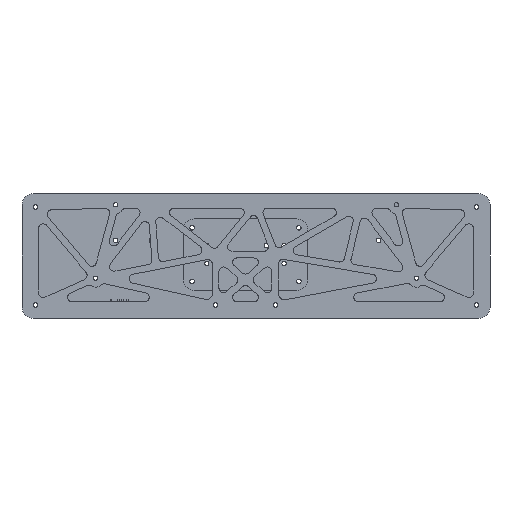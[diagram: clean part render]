
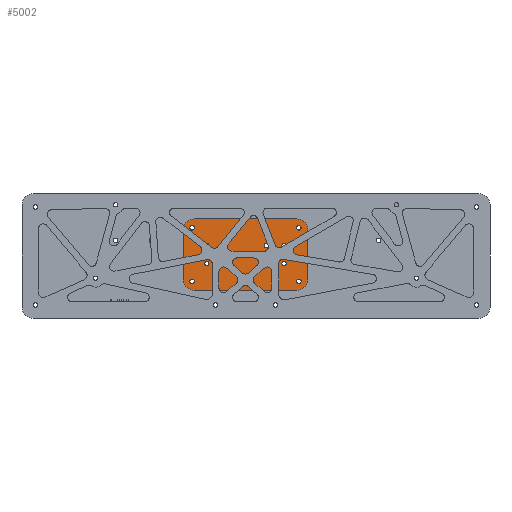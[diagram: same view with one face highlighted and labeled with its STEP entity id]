
A CAD part, front view. The second image highlights one B-rep face of the part: STEP entity #5002.
In plain terms, the highlighted planar face has unit normal (0, -1, 0).
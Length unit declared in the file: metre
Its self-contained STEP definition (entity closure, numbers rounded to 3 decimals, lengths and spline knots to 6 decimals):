
#349=CIRCLE('',#6901,0.002);
#351=CIRCLE('',#6904,0.002);
#353=CIRCLE('',#6907,0.002);
#355=CIRCLE('',#6910,0.002);
#357=CIRCLE('',#6913,0.004);
#359=CIRCLE('',#6916,0.004);
#361=CIRCLE('',#6919,0.002);
#363=CIRCLE('',#6922,0.002);
#365=CIRCLE('',#6925,0.002);
#367=CIRCLE('',#6928,0.002);
#369=CIRCLE('',#6931,0.002);
#371=CIRCLE('',#6934,0.002);
#373=CIRCLE('',#6937,0.002);
#375=CIRCLE('',#6940,0.002);
#377=CIRCLE('',#6944,0.01);
#378=CIRCLE('',#6945,0.01);
#379=CIRCLE('',#6946,0.01);
#380=CIRCLE('',#6947,0.01);
#1441=ORIENTED_EDGE('',*,*,#2269,.F.);
#1442=ORIENTED_EDGE('',*,*,#2267,.F.);
#1443=ORIENTED_EDGE('',*,*,#2265,.F.);
#1444=ORIENTED_EDGE('',*,*,#2263,.F.);
#1445=ORIENTED_EDGE('',*,*,#2261,.F.);
#1446=ORIENTED_EDGE('',*,*,#2259,.F.);
#1447=ORIENTED_EDGE('',*,*,#2257,.F.);
#1448=ORIENTED_EDGE('',*,*,#2255,.F.);
#1449=ORIENTED_EDGE('',*,*,#2253,.F.);
#1450=ORIENTED_EDGE('',*,*,#2251,.F.);
#1451=ORIENTED_EDGE('',*,*,#2249,.F.);
#1452=ORIENTED_EDGE('',*,*,#2247,.F.);
#1453=ORIENTED_EDGE('',*,*,#2245,.F.);
#1454=ORIENTED_EDGE('',*,*,#2243,.F.);
#1455=ORIENTED_EDGE('',*,*,#2237,.T.);
#1456=ORIENTED_EDGE('',*,*,#2275,.T.);
#1457=ORIENTED_EDGE('',*,*,#2239,.T.);
#1458=ORIENTED_EDGE('',*,*,#2276,.T.);
#1459=ORIENTED_EDGE('',*,*,#2271,.F.);
#1460=ORIENTED_EDGE('',*,*,#2277,.T.);
#1461=ORIENTED_EDGE('',*,*,#2231,.F.);
#1462=ORIENTED_EDGE('',*,*,#2278,.T.);
#2231=EDGE_CURVE('',#2735,#2736,#3163,.T.);
#2237=EDGE_CURVE('',#2742,#2741,#3169,.T.);
#2239=EDGE_CURVE('',#2743,#2744,#3171,.T.);
#2243=EDGE_CURVE('',#2747,#2747,#349,.T.);
#2245=EDGE_CURVE('',#2749,#2749,#351,.T.);
#2247=EDGE_CURVE('',#2751,#2751,#353,.T.);
#2249=EDGE_CURVE('',#2753,#2753,#355,.T.);
#2251=EDGE_CURVE('',#2755,#2755,#357,.T.);
#2253=EDGE_CURVE('',#2757,#2757,#359,.T.);
#2255=EDGE_CURVE('',#2759,#2759,#361,.T.);
#2257=EDGE_CURVE('',#2761,#2761,#363,.T.);
#2259=EDGE_CURVE('',#2763,#2763,#365,.T.);
#2261=EDGE_CURVE('',#2765,#2765,#367,.T.);
#2263=EDGE_CURVE('',#2767,#2767,#369,.T.);
#2265=EDGE_CURVE('',#2769,#2769,#371,.T.);
#2267=EDGE_CURVE('',#2771,#2771,#373,.T.);
#2269=EDGE_CURVE('',#2773,#2773,#375,.T.);
#2271=EDGE_CURVE('',#2775,#2776,#3175,.T.);
#2275=EDGE_CURVE('',#2741,#2743,#377,.T.);
#2276=EDGE_CURVE('',#2744,#2776,#378,.T.);
#2277=EDGE_CURVE('',#2775,#2736,#379,.T.);
#2278=EDGE_CURVE('',#2735,#2742,#380,.T.);
#2735=VERTEX_POINT('',#9464);
#2736=VERTEX_POINT('',#9465);
#2741=VERTEX_POINT('',#9476);
#2742=VERTEX_POINT('',#9478);
#2743=VERTEX_POINT('',#9482);
#2744=VERTEX_POINT('',#9483);
#2747=VERTEX_POINT('',#9491);
#2749=VERTEX_POINT('',#9496);
#2751=VERTEX_POINT('',#9501);
#2753=VERTEX_POINT('',#9506);
#2755=VERTEX_POINT('',#9511);
#2757=VERTEX_POINT('',#9516);
#2759=VERTEX_POINT('',#9521);
#2761=VERTEX_POINT('',#9526);
#2763=VERTEX_POINT('',#9531);
#2765=VERTEX_POINT('',#9536);
#2767=VERTEX_POINT('',#9541);
#2769=VERTEX_POINT('',#9546);
#2771=VERTEX_POINT('',#9551);
#2773=VERTEX_POINT('',#9556);
#2775=VERTEX_POINT('',#9561);
#2776=VERTEX_POINT('',#9562);
#3163=LINE('',#9463,#3543);
#3169=LINE('',#9477,#3549);
#3171=LINE('',#9481,#3551);
#3175=LINE('',#9560,#3555);
#3543=VECTOR('',#8072,1.);
#3549=VECTOR('',#8080,1.);
#3551=VECTOR('',#8084,1.);
#3555=VECTOR('',#8174,1.);
#3905=EDGE_LOOP('',(#1441));
#3906=EDGE_LOOP('',(#1442));
#3907=EDGE_LOOP('',(#1443));
#3908=EDGE_LOOP('',(#1444));
#3909=EDGE_LOOP('',(#1445));
#3910=EDGE_LOOP('',(#1446));
#3911=EDGE_LOOP('',(#1447));
#3912=EDGE_LOOP('',(#1448));
#3913=EDGE_LOOP('',(#1449));
#3914=EDGE_LOOP('',(#1450));
#3915=EDGE_LOOP('',(#1451));
#3916=EDGE_LOOP('',(#1452));
#3917=EDGE_LOOP('',(#1453));
#3918=EDGE_LOOP('',(#1454));
#3919=EDGE_LOOP('',(#1455,#1456,#1457,#1458,#1459,#1460,#1461,#1462));
#4323=FACE_BOUND('',#3905,.T.);
#4324=FACE_BOUND('',#3906,.T.);
#4325=FACE_BOUND('',#3907,.T.);
#4326=FACE_BOUND('',#3908,.T.);
#4327=FACE_BOUND('',#3909,.T.);
#4328=FACE_BOUND('',#3910,.T.);
#4329=FACE_BOUND('',#3911,.T.);
#4330=FACE_BOUND('',#3912,.T.);
#4331=FACE_BOUND('',#3913,.T.);
#4332=FACE_BOUND('',#3914,.T.);
#4333=FACE_BOUND('',#3915,.T.);
#4334=FACE_BOUND('',#3916,.T.);
#4335=FACE_BOUND('',#3917,.T.);
#4336=FACE_BOUND('',#3918,.T.);
#4337=FACE_BOUND('',#3919,.T.);
#4544=PLANE('',#6943);
#5002=ADVANCED_FACE('',(#4323,#4324,#4325,#4326,#4327,#4328,#4329,#4330,
#4331,#4332,#4333,#4334,#4335,#4336,#4337),#4544,.T.);
#6901=AXIS2_PLACEMENT_3D('',#9490,#8090,#8091);
#6904=AXIS2_PLACEMENT_3D('',#9495,#8096,#8097);
#6907=AXIS2_PLACEMENT_3D('',#9500,#8102,#8103);
#6910=AXIS2_PLACEMENT_3D('',#9505,#8108,#8109);
#6913=AXIS2_PLACEMENT_3D('',#9510,#8114,#8115);
#6916=AXIS2_PLACEMENT_3D('',#9515,#8120,#8121);
#6919=AXIS2_PLACEMENT_3D('',#9520,#8126,#8127);
#6922=AXIS2_PLACEMENT_3D('',#9525,#8132,#8133);
#6925=AXIS2_PLACEMENT_3D('',#9530,#8138,#8139);
#6928=AXIS2_PLACEMENT_3D('',#9535,#8144,#8145);
#6931=AXIS2_PLACEMENT_3D('',#9540,#8150,#8151);
#6934=AXIS2_PLACEMENT_3D('',#9545,#8156,#8157);
#6937=AXIS2_PLACEMENT_3D('',#9550,#8162,#8163);
#6940=AXIS2_PLACEMENT_3D('',#9555,#8168,#8169);
#6943=AXIS2_PLACEMENT_3D('',#9568,#8178,#8179);
#6944=AXIS2_PLACEMENT_3D('',#9569,#8180,#8181);
#6945=AXIS2_PLACEMENT_3D('',#9570,#8182,#8183);
#6946=AXIS2_PLACEMENT_3D('',#9571,#8184,#8185);
#6947=AXIS2_PLACEMENT_3D('',#9572,#8186,#8187);
#8072=DIRECTION('',(1.,0.,0.));
#8080=DIRECTION('',(0.,0.,-1.));
#8084=DIRECTION('',(1.,0.,0.));
#8090=DIRECTION('',(0.,-1.,0.));
#8091=DIRECTION('',(0.,0.,-1.));
#8096=DIRECTION('',(0.,-1.,0.));
#8097=DIRECTION('',(0.,0.,-1.));
#8102=DIRECTION('',(0.,-1.,0.));
#8103=DIRECTION('',(0.,0.,-1.));
#8108=DIRECTION('',(0.,-1.,0.));
#8109=DIRECTION('',(0.,0.,-1.));
#8114=DIRECTION('',(0.,-1.,0.));
#8115=DIRECTION('',(0.,0.,-1.));
#8120=DIRECTION('',(0.,-1.,0.));
#8121=DIRECTION('',(0.,0.,-1.));
#8126=DIRECTION('',(0.,-1.,0.));
#8127=DIRECTION('',(0.,0.,-1.));
#8132=DIRECTION('',(0.,-1.,0.));
#8133=DIRECTION('',(0.,0.,-1.));
#8138=DIRECTION('',(0.,-1.,0.));
#8139=DIRECTION('',(0.,0.,-1.));
#8144=DIRECTION('',(0.,-1.,0.));
#8145=DIRECTION('',(0.,0.,-1.));
#8150=DIRECTION('',(0.,-1.,0.));
#8151=DIRECTION('',(0.,0.,-1.));
#8156=DIRECTION('',(0.,-1.,0.));
#8157=DIRECTION('',(0.,0.,-1.));
#8162=DIRECTION('',(0.,-1.,0.));
#8163=DIRECTION('',(0.,0.,-1.));
#8168=DIRECTION('',(0.,-1.,0.));
#8169=DIRECTION('',(0.,0.,-1.));
#8174=DIRECTION('',(0.,0.,-1.));
#8178=DIRECTION('',(0.,-1.,0.));
#8179=DIRECTION('',(1.,0.,0.));
#8180=DIRECTION('',(0.,-1.,0.));
#8181=DIRECTION('',(0.,0.,-1.));
#8182=DIRECTION('',(0.,-1.,0.));
#8183=DIRECTION('',(0.,0.,-1.));
#8184=DIRECTION('',(0.,-1.,0.));
#8185=DIRECTION('',(0.,0.,-1.));
#8186=DIRECTION('',(0.,-1.,0.));
#8187=DIRECTION('',(0.,0.,-1.));
#9463=CARTESIAN_POINT('',(-0.009457,-0.035175,0.03325));
#9464=CARTESIAN_POINT('',(-0.055457,-0.035175,0.03325));
#9465=CARTESIAN_POINT('',(0.036543,-0.035175,0.03325));
#9476=CARTESIAN_POINT('',(-0.065457,-0.035175,-0.02075));
#9477=CARTESIAN_POINT('',(-0.065457,-0.035175,0.00125));
#9478=CARTESIAN_POINT('',(-0.065457,-0.035175,0.02325));
#9481=CARTESIAN_POINT('',(-0.009457,-0.035175,-0.03075));
#9482=CARTESIAN_POINT('',(-0.055457,-0.035175,-0.03075));
#9483=CARTESIAN_POINT('',(0.036543,-0.035175,-0.03075));
#9490=CARTESIAN_POINT('',(0.038459,-0.035175,0.02525));
#9491=CARTESIAN_POINT('',(0.038459,-0.035175,0.02325));
#9495=CARTESIAN_POINT('',(-0.057373,-0.035175,0.02525));
#9496=CARTESIAN_POINT('',(-0.057373,-0.035175,0.02325));
#9500=CARTESIAN_POINT('',(-0.057373,-0.035175,-0.02275));
#9501=CARTESIAN_POINT('',(-0.057373,-0.035175,-0.02475));
#9505=CARTESIAN_POINT('',(0.038459,-0.035175,-0.02275));
#9506=CARTESIAN_POINT('',(0.038459,-0.035175,-0.02475));
#9510=CARTESIAN_POINT('',(-0.036207,-0.035175,0.00125));
#9511=CARTESIAN_POINT('',(-0.036207,-0.035175,-0.00275));
#9515=CARTESIAN_POINT('',(0.017293,-0.035175,0.00125));
#9516=CARTESIAN_POINT('',(0.017293,-0.035175,-0.00275));
#9520=CARTESIAN_POINT('',(-0.044207,-0.035175,0.00925));
#9521=CARTESIAN_POINT('',(-0.044207,-0.035175,0.00725));
#9525=CARTESIAN_POINT('',(0.025293,-0.035175,0.00925));
#9526=CARTESIAN_POINT('',(0.025293,-0.035175,0.00725));
#9530=CARTESIAN_POINT('',(0.009293,-0.035175,0.00925));
#9531=CARTESIAN_POINT('',(0.009293,-0.035175,0.00725));
#9535=CARTESIAN_POINT('',(0.009293,-0.035175,-0.00675));
#9536=CARTESIAN_POINT('',(0.009293,-0.035175,-0.00875));
#9540=CARTESIAN_POINT('',(0.025293,-0.035175,-0.00675));
#9541=CARTESIAN_POINT('',(0.025293,-0.035175,-0.00875));
#9545=CARTESIAN_POINT('',(-0.044207,-0.035175,-0.00675));
#9546=CARTESIAN_POINT('',(-0.044207,-0.035175,-0.00875));
#9550=CARTESIAN_POINT('',(-0.028207,-0.035175,0.00925));
#9551=CARTESIAN_POINT('',(-0.028207,-0.035175,0.00725));
#9555=CARTESIAN_POINT('',(-0.028207,-0.035175,-0.00675));
#9556=CARTESIAN_POINT('',(-0.028207,-0.035175,-0.00875));
#9560=CARTESIAN_POINT('',(0.046543,-0.035175,0.00125));
#9561=CARTESIAN_POINT('',(0.046543,-0.035175,0.02325));
#9562=CARTESIAN_POINT('',(0.046543,-0.035175,-0.02075));
#9568=CARTESIAN_POINT('',(-0.009457,-0.035175,0.00125));
#9569=CARTESIAN_POINT('',(-0.055457,-0.035175,-0.02075));
#9570=CARTESIAN_POINT('',(0.036543,-0.035175,-0.02075));
#9571=CARTESIAN_POINT('',(0.036543,-0.035175,0.02325));
#9572=CARTESIAN_POINT('',(-0.055457,-0.035175,0.02325));
